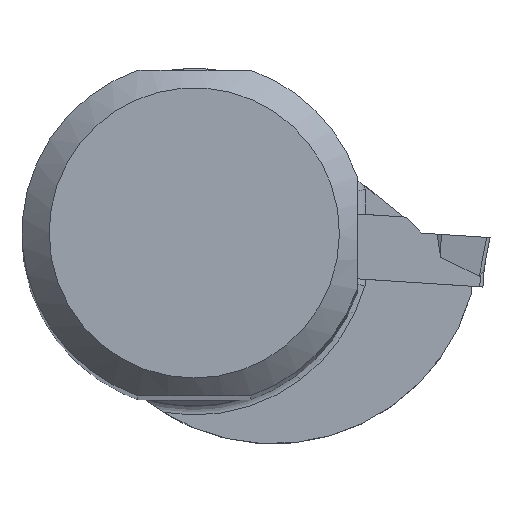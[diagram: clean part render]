
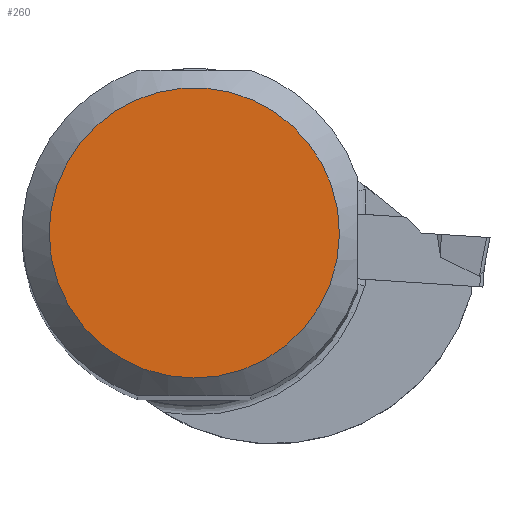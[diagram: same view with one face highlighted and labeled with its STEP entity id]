
A CAD part, top view. The second image highlights one B-rep face of the part: STEP entity #260.
In plain terms, the highlighted planar face has unit normal (0, 0, 1).
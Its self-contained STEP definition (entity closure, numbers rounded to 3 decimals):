
#173=FACE_OUTER_BOUND('',#725,.T.);
#260=ADVANCED_FACE('TB_BL_N10_SU6',(#173),#337,.T.);
#337=PLANE('',#1852);
#725=EDGE_LOOP('',(#970));
#970=ORIENTED_EDGE('',*,*,#1543,.T.);
#1351=VERTEX_POINT('',#2867);
#1543=EDGE_CURVE('',#1351,#1351,#1692,.T.);
#1692=CIRCLE('',#1848,13.375);
#1848=AXIS2_PLACEMENT_3D('',#2866,#2133,#2134);
#1852=AXIS2_PLACEMENT_3D('',#2907,#2141,#2142);
#2133=DIRECTION('',(0.,0.,1.));
#2134=DIRECTION('',(-1.,0.,0.));
#2141=DIRECTION('',(0.,0.,1.));
#2142=DIRECTION('',(-1.,0.,0.));
#2866=CARTESIAN_POINT('',(0.,0.,0.));
#2867=CARTESIAN_POINT('',(-13.375,0.,0.));
#2907=CARTESIAN_POINT('',(0.,0.,0.));
